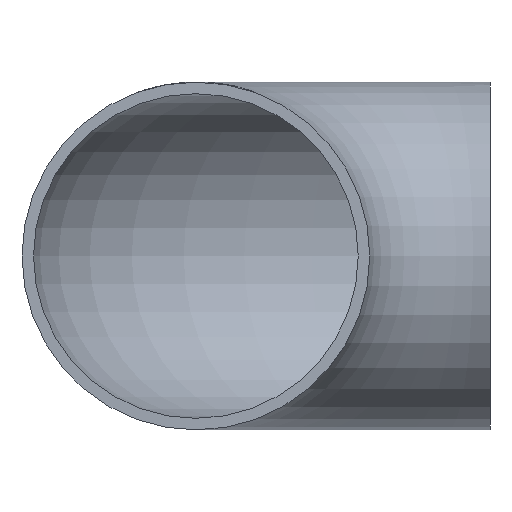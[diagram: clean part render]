
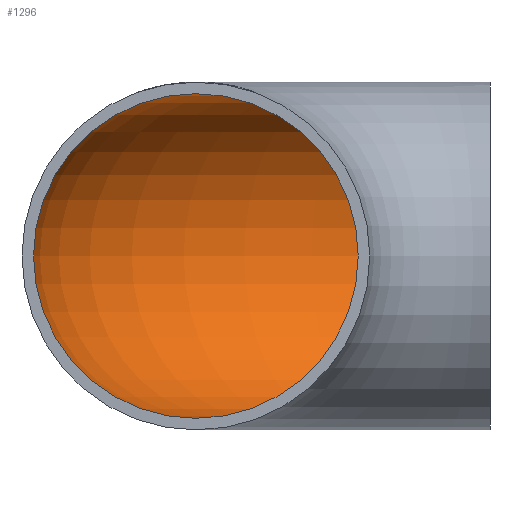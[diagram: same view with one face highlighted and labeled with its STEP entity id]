
A CAD part, front view. The second image highlights one B-rep face of the part: STEP entity #1296.
In plain terms, the highlighted toroidal (fillet/blend) face has major radius 51 mm and minor radius 28.15 mm.
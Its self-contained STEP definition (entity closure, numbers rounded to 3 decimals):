
#1296 = ADVANCED_FACE ( 'NONE', ( #3905, #6386 ), #2899, .F. ) ;
#1405 = EDGE_CURVE ( 'NONE', #4036, #4036, #8105, .T. ) ;
#2592 = AXIS2_PLACEMENT_3D ( 'NONE', #5057, #9652, #6677 ) ;
#2602 = VERTEX_POINT ( 'NONE', #14618 ) ;
#2899 = TOROIDAL_SURFACE ( 'NONE', #5349, 51., 28.15 ) ;
#3905 = FACE_OUTER_BOUND ( 'NONE', #15468, .T. ) ;
#4036 = VERTEX_POINT ( 'NONE', #4319 ) ;
#4319 = CARTESIAN_POINT ( 'NONE',  ( -51., 0., 28.15 ) ) ;
#5057 = CARTESIAN_POINT ( 'NONE',  ( -51., 0., 0. ) ) ;
#5290 = DIRECTION ( 'NONE',  ( 0., 1., 0. ) ) ;
#5349 = AXIS2_PLACEMENT_3D ( 'NONE', #18538, #9459, #12475 ) ;
#6386 = FACE_OUTER_BOUND ( 'NONE', #14902, .T. ) ;
#6677 = DIRECTION ( 'NONE',  ( 0., 0., 1. ) ) ;
#7155 = CIRCLE ( 'NONE', #9301, 28.15 ) ;
#7993 = ORIENTED_EDGE ( 'NONE', *, *, #17159, .T. ) ;
#8105 = CIRCLE ( 'NONE', #2592, 28.15 ) ;
#8534 = DIRECTION ( 'NONE',  ( 1., 0., 0. ) ) ;
#9301 = AXIS2_PLACEMENT_3D ( 'NONE', #18766, #8534, #5290 ) ;
#9459 = DIRECTION ( 'NONE',  ( 0., 0., -1. ) ) ;
#9652 = DIRECTION ( 'NONE',  ( 0., 1., 0. ) ) ;
#12475 = DIRECTION ( 'NONE',  ( -1., 0., 0. ) ) ;
#14618 = CARTESIAN_POINT ( 'NONE',  ( 0., 79.15, 0. ) ) ;
#14902 = EDGE_LOOP ( 'NONE', ( #17821 ) ) ;
#15468 = EDGE_LOOP ( 'NONE', ( #7993 ) ) ;
#17159 = EDGE_CURVE ( 'NONE', #2602, #2602, #7155, .T. ) ;
#17821 = ORIENTED_EDGE ( 'NONE', *, *, #1405, .F. ) ;
#18538 = CARTESIAN_POINT ( 'NONE',  ( 0., 0., 0. ) ) ;
#18766 = CARTESIAN_POINT ( 'NONE',  ( 0., 51., 0. ) ) ;
